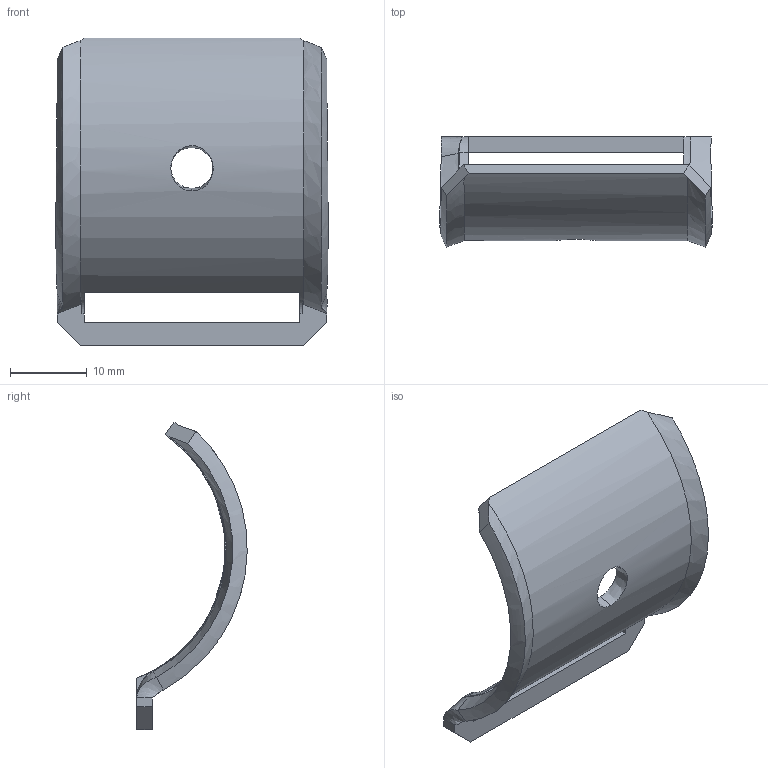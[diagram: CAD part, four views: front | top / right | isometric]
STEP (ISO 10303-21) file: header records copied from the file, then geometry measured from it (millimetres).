
FILE_DESCRIPTION((''),'2;1');
FILE_NAME('1199889','2015-07-28T',('AndreasKeweloh'),(''),'CREO PARAMETRIC BY PTC INC, 2015080','CREO PARAMETRIC BY PTC INC, 2015080','');
FILE_SCHEMA(('CONFIG_CONTROL_DESIGN'));
Length unit declared in the file: millimetre
Products named in the file (1): 1199889
Bounding box: 35.36 x 14.34 x 40 mm (x, y, z)
Surface area: 3272.7 mm2 (no closed solid volume)
Topology: 0 solids, 1 shells, 32 faces, 97 edges, 64 vertices
Faces by surface type: plane 14, bspline 13, cylinder 5
Entity records: 3211 total; most frequent: CARTESIAN_POINT 2394, ORIENTED_EDGE 189, DIRECTION 111, EDGE_CURVE 97, VERTEX_POINT 64, VECTOR 51, LINE 51, B_SPLINE_CURVE_WITH_KNOTS 35
